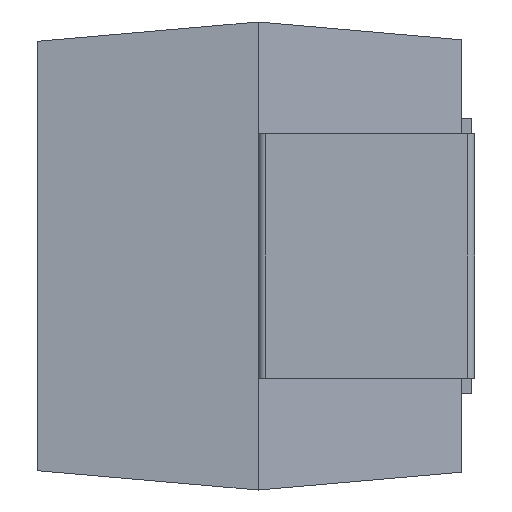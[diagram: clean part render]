
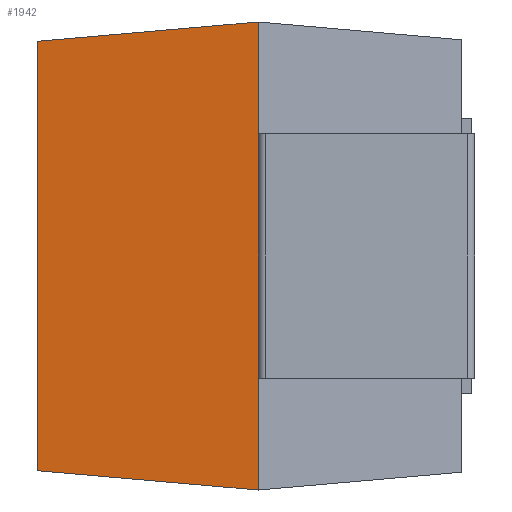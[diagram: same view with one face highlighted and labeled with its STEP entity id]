
A CAD part, left-side view. The second image highlights one B-rep face of the part: STEP entity #1942.
In plain terms, the highlighted face is planar.
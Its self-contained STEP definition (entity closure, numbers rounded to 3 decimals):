
#166 = AXIS2_PLACEMENT_3D ( 'NONE', #1612, #1014, #2809 ) ;
#179 = EDGE_CURVE ( 'NONE', #2198, #431, #2979, .T. ) ;
#307 = LINE ( 'NONE', #3578, #3618 ) ;
#308 = DIRECTION ( 'NONE',  ( 0., 0., -1. ) ) ;
#426 = VERTEX_POINT ( 'NONE', #3459 ) ;
#431 = VERTEX_POINT ( 'NONE', #739 ) ;
#624 = EDGE_CURVE ( 'NONE', #431, #1794, #2139, .T. ) ;
#739 = CARTESIAN_POINT ( 'NONE',  ( 3.48, 2.17, -2.11 ) ) ;
#776 = DIRECTION ( 'NONE',  ( 0.087, -0.992, 0.087 ) ) ;
#920 = EDGE_LOOP ( 'NONE', ( #2439, #3197, #1367, #3056 ) ) ;
#976 = LINE ( 'NONE', #3195, #3664 ) ;
#1014 = DIRECTION ( 'NONE',  ( 0.996, 0.087, 0. ) ) ;
#1367 = ORIENTED_EDGE ( 'NONE', *, *, #179, .F. ) ;
#1579 = EDGE_CURVE ( 'NONE', #426, #1794, #307, .T. ) ;
#1612 = CARTESIAN_POINT ( 'NONE',  ( 3.67, 0., 2.3 ) ) ;
#1713 = FACE_OUTER_BOUND ( 'NONE', #920, .T. ) ;
#1724 = CARTESIAN_POINT ( 'NONE',  ( 3.48, 2.17, 2.11 ) ) ;
#1794 = VERTEX_POINT ( 'NONE', #2555 ) ;
#1942 = ADVANCED_FACE ( 'NONE', ( #1713 ), #3700, .T. ) ;
#2139 = LINE ( 'NONE', #2276, #2752 ) ;
#2198 = VERTEX_POINT ( 'NONE', #1724 ) ;
#2276 = CARTESIAN_POINT ( 'NONE',  ( 3.67, 0., -2.3 ) ) ;
#2435 = CARTESIAN_POINT ( 'NONE',  ( 3.48, 2.17, 2.3 ) ) ;
#2439 = ORIENTED_EDGE ( 'NONE', *, *, #1579, .T. ) ;
#2555 = CARTESIAN_POINT ( 'NONE',  ( 3.67, 0., -2.3 ) ) ;
#2699 = EDGE_CURVE ( 'NONE', #2198, #426, #976, .T. ) ;
#2752 = VECTOR ( 'NONE', #3295, 1000. ) ;
#2809 = DIRECTION ( 'NONE',  ( -0.087, 0.996, 0. ) ) ;
#2884 = VECTOR ( 'NONE', #3344, 1000. ) ;
#2979 = LINE ( 'NONE', #2435, #2884 ) ;
#3056 = ORIENTED_EDGE ( 'NONE', *, *, #2699, .T. ) ;
#3195 = CARTESIAN_POINT ( 'NONE',  ( 3.67, 0., 2.3 ) ) ;
#3197 = ORIENTED_EDGE ( 'NONE', *, *, #624, .F. ) ;
#3295 = DIRECTION ( 'NONE',  ( 0.087, -0.992, -0.087 ) ) ;
#3344 = DIRECTION ( 'NONE',  ( 0., 0., -1. ) ) ;
#3459 = CARTESIAN_POINT ( 'NONE',  ( 3.67, 0., 2.3 ) ) ;
#3578 = CARTESIAN_POINT ( 'NONE',  ( 3.67, 0., 2.3 ) ) ;
#3618 = VECTOR ( 'NONE', #308, 1000. ) ;
#3664 = VECTOR ( 'NONE', #776, 1000. ) ;
#3700 = PLANE ( 'NONE',  #166 ) ;
